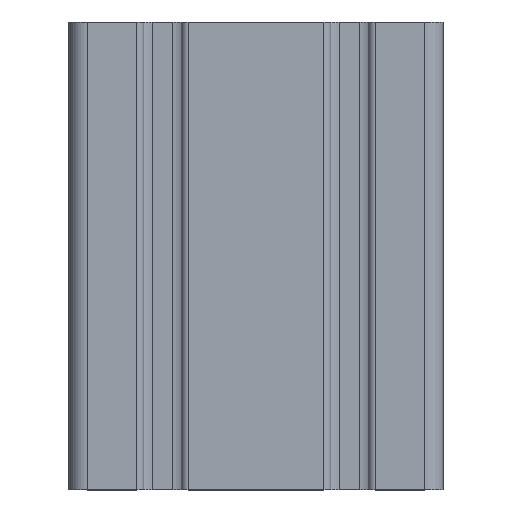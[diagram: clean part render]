
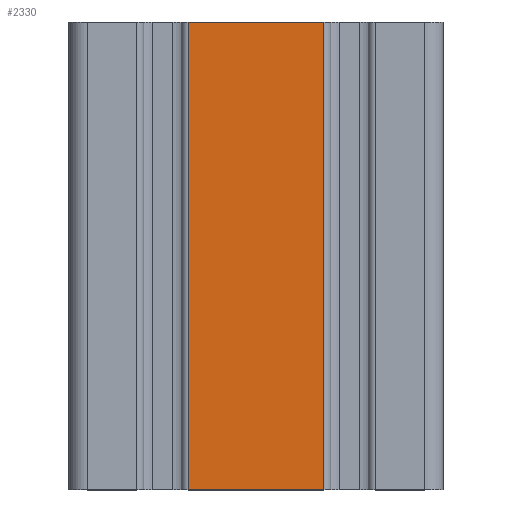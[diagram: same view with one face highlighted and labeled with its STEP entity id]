
A CAD part, top view. The second image highlights one B-rep face of the part: STEP entity #2330.
In plain terms, the highlighted planar face has unit normal (0, 0, 1).
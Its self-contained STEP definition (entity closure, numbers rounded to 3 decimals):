
#53=PLANE('',#2617);
#150=FACE_OUTER_BOUND('',#276,.T.);
#276=EDGE_LOOP('',(#2021,#2022,#2023,#2024));
#354=LINE('',#3573,#564);
#391=LINE('',#3746,#601);
#470=LINE('',#3996,#680);
#488=LINE('',#4031,#698);
#564=VECTOR('',#2805,1.);
#601=VECTOR('',#2952,10.);
#680=VECTOR('',#3229,10.);
#698=VECTOR('',#3281,1.);
#960=VERTEX_POINT('',#3570);
#961=VERTEX_POINT('',#3572);
#1041=VERTEX_POINT('',#3743);
#1042=VERTEX_POINT('',#3745);
#1201=EDGE_CURVE('',#961,#960,#354,.T.);
#1288=EDGE_CURVE('',#1041,#1042,#391,.T.);
#1414=EDGE_CURVE('',#960,#1042,#470,.T.);
#1432=EDGE_CURVE('',#1041,#961,#488,.T.);
#2021=ORIENTED_EDGE('',*,*,#1414,.T.);
#2022=ORIENTED_EDGE('',*,*,#1288,.F.);
#2023=ORIENTED_EDGE('',*,*,#1432,.T.);
#2024=ORIENTED_EDGE('',*,*,#1201,.T.);
#2330=ADVANCED_FACE('',(#150),#53,.T.);
#2617=AXIS2_PLACEMENT_3D('',#4032,#3282,#3283);
#2805=DIRECTION('',(1.,0.,0.));
#2952=DIRECTION('',(1.,0.,0.));
#3229=DIRECTION('',(0.,1.,0.));
#3281=DIRECTION('',(0.,-1.,0.));
#3282=DIRECTION('center_axis',(0.,0.,1.));
#3283=DIRECTION('ref_axis',(-1.,0.,0.));
#3570=CARTESIAN_POINT('',(14.5,-50.,20.));
#3572=CARTESIAN_POINT('',(-14.5,-50.,20.));
#3573=CARTESIAN_POINT('',(36.,-50.,20.));
#3743=CARTESIAN_POINT('',(-14.5,50.,20.));
#3745=CARTESIAN_POINT('',(14.5,50.,20.));
#3746=CARTESIAN_POINT('',(-14.5,50.,20.));
#3996=CARTESIAN_POINT('',(14.5,50.,20.));
#4031=CARTESIAN_POINT('',(-14.5,50.,20.));
#4032=CARTESIAN_POINT('Origin',(0.,50.,20.));
